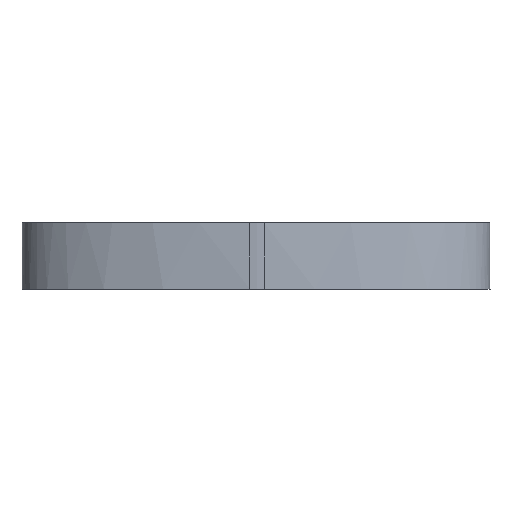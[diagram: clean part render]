
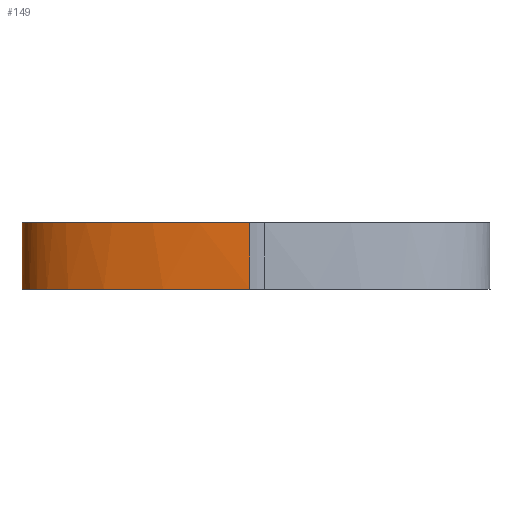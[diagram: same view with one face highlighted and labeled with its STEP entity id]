
A CAD part, front view. The second image highlights one B-rep face of the part: STEP entity #149.
In plain terms, the highlighted free-form (B-spline) face has degree [3, 1] with [7, 2] control points.
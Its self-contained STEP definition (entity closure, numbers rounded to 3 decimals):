
#16 = B_SPLINE_SURFACE_WITH_KNOTS ( 'NONE', 3, 1, ( 
 ( #642, #623 ),
 ( #608, #607 ),
 ( #605, #594 ),
 ( #593, #591 ),
 ( #589, #588 ),
 ( #587, #583 ),
 ( #581, #579 ) ),
 .UNSPECIFIED., .F., .F., .F.,
 ( 4, 3, 4 ),
 ( 2, 2 ),
 ( 55.882, 56.882, 57.882 ),
 ( 0., 2. ),
 .UNSPECIFIED. ) ;
#24 = FACE_OUTER_BOUND ( 'NONE', #320, .T. ) ;
#56 = B_SPLINE_CURVE_WITH_KNOTS ( 'NONE', 3,
 ( #460, #457, #455, #453, #451, #449, #446 ),
 .UNSPECIFIED., .F., .F.,
 ( 4, 3, 4 ),
 ( 0., 0.006, 0.012 ),
 .UNSPECIFIED. ) ;
#149 = ADVANCED_FACE ( 'NONE', ( #24 ), #16, .T. ) ;
#150 = CARTESIAN_POINT ( 'NONE',  ( 94.748, 6.289, 3. ) ) ;
#165 = CARTESIAN_POINT ( 'NONE',  ( 94.748, 6.289, 1. ) ) ;
#181 = B_SPLINE_CURVE_WITH_KNOTS ( 'NONE', 1,
 ( #165, #150 ),
 .UNSPECIFIED., .F., .F.,
 ( 2, 2 ),
 ( 0., 2. ),
 .UNSPECIFIED. ) ;
#266 = EDGE_CURVE ( 'NONE', #524, #819, #56, .T. ) ;
#320 = EDGE_LOOP ( 'NONE', ( #371, #352, #359, #372 ) ) ;
#352 = ORIENTED_EDGE ( 'NONE', *, *, #699, .T. ) ;
#359 = ORIENTED_EDGE ( 'NONE', *, *, #266, .F. ) ;
#368 = CARTESIAN_POINT ( 'NONE',  ( 90.786, 11.455, 1. ) ) ;
#369 = CARTESIAN_POINT ( 'NONE',  ( 89.02, 10.912, 1. ) ) ;
#370 = CARTESIAN_POINT ( 'NONE',  ( 87.871, 10.051, 1. ) ) ;
#371 = ORIENTED_EDGE ( 'NONE', *, *, #603, .F. ) ;
#372 = ORIENTED_EDGE ( 'NONE', *, *, #606, .F. ) ;
#373 = CARTESIAN_POINT ( 'NONE',  ( 87.882, 9.089, 1. ) ) ;
#374 = CARTESIAN_POINT ( 'NONE',  ( 87.899, 7.529, 1. ) ) ;
#375 = CARTESIAN_POINT ( 'NONE',  ( 90.786, 11.455, 3. ) ) ;
#376 = CARTESIAN_POINT ( 'NONE',  ( 94.748, 6.289, 1. ) ) ;
#377 = CARTESIAN_POINT ( 'NONE',  ( 90.955, 6.294, 1. ) ) ;
#397 = CARTESIAN_POINT ( 'NONE',  ( 90.786, 11.455, 1. ) ) ;
#426 = CARTESIAN_POINT ( 'NONE',  ( 94.748, 6.289, 1. ) ) ;
#434 = CARTESIAN_POINT ( 'NONE',  ( 90.786, 11.455, 3. ) ) ;
#435 = CARTESIAN_POINT ( 'NONE',  ( 90.786, 11.455, 1. ) ) ;
#446 = CARTESIAN_POINT ( 'NONE',  ( 94.748, 6.289, 3. ) ) ;
#449 = CARTESIAN_POINT ( 'NONE',  ( 90.955, 6.294, 3. ) ) ;
#451 = CARTESIAN_POINT ( 'NONE',  ( 87.899, 7.529, 3. ) ) ;
#453 = CARTESIAN_POINT ( 'NONE',  ( 87.882, 9.089, 3. ) ) ;
#455 = CARTESIAN_POINT ( 'NONE',  ( 87.871, 10.051, 3. ) ) ;
#457 = CARTESIAN_POINT ( 'NONE',  ( 89.02, 10.912, 3. ) ) ;
#460 = CARTESIAN_POINT ( 'NONE',  ( 90.786, 11.455, 3. ) ) ;
#488 = B_SPLINE_CURVE_WITH_KNOTS ( 'NONE', 1,
 ( #397, #375 ),
 .UNSPECIFIED., .F., .F.,
 ( 2, 2 ),
 ( 0., 2. ),
 .UNSPECIFIED. ) ;
#524 = VERTEX_POINT ( 'NONE', #434 ) ;
#559 = VERTEX_POINT ( 'NONE', #435 ) ;
#561 = VERTEX_POINT ( 'NONE', #426 ) ;
#578 = CARTESIAN_POINT ( 'NONE',  ( 94.748, 6.289, 3. ) ) ;
#579 = CARTESIAN_POINT ( 'NONE',  ( 94.748, 6.289, 3. ) ) ;
#581 = CARTESIAN_POINT ( 'NONE',  ( 94.748, 6.289, 1. ) ) ;
#583 = CARTESIAN_POINT ( 'NONE',  ( 90.955, 6.294, 3. ) ) ;
#587 = CARTESIAN_POINT ( 'NONE',  ( 90.955, 6.294, 1. ) ) ;
#588 = CARTESIAN_POINT ( 'NONE',  ( 87.899, 7.529, 3. ) ) ;
#589 = CARTESIAN_POINT ( 'NONE',  ( 87.899, 7.529, 1. ) ) ;
#591 = CARTESIAN_POINT ( 'NONE',  ( 87.882, 9.089, 3. ) ) ;
#593 = CARTESIAN_POINT ( 'NONE',  ( 87.882, 9.089, 1. ) ) ;
#594 = CARTESIAN_POINT ( 'NONE',  ( 87.871, 10.051, 3. ) ) ;
#603 = EDGE_CURVE ( 'NONE', #561, #559, #778, .T. ) ;
#605 = CARTESIAN_POINT ( 'NONE',  ( 87.871, 10.051, 1. ) ) ;
#606 = EDGE_CURVE ( 'NONE', #559, #524, #488, .T. ) ;
#607 = CARTESIAN_POINT ( 'NONE',  ( 89.02, 10.912, 3. ) ) ;
#608 = CARTESIAN_POINT ( 'NONE',  ( 89.02, 10.912, 1. ) ) ;
#623 = CARTESIAN_POINT ( 'NONE',  ( 90.786, 11.455, 3. ) ) ;
#642 = CARTESIAN_POINT ( 'NONE',  ( 90.786, 11.455, 1. ) ) ;
#699 = EDGE_CURVE ( 'NONE', #561, #819, #181, .T. ) ;
#778 = B_SPLINE_CURVE_WITH_KNOTS ( 'NONE', 3,
 ( #376, #377, #374, #373, #370, #369, #368 ),
 .UNSPECIFIED., .F., .F.,
 ( 4, 3, 4 ),
 ( 0., 0.006, 0.012 ),
 .UNSPECIFIED. ) ;
#819 = VERTEX_POINT ( 'NONE', #578 ) ;
